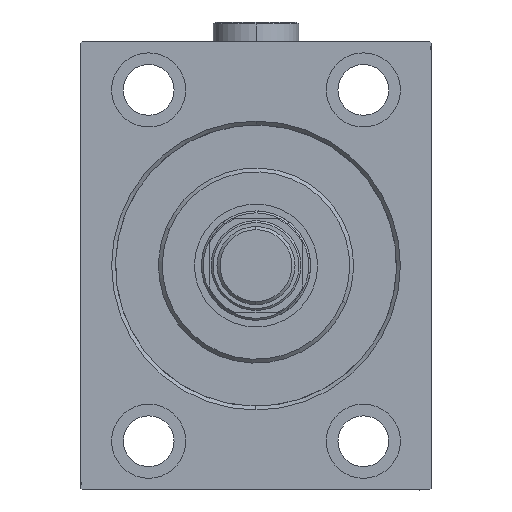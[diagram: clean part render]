
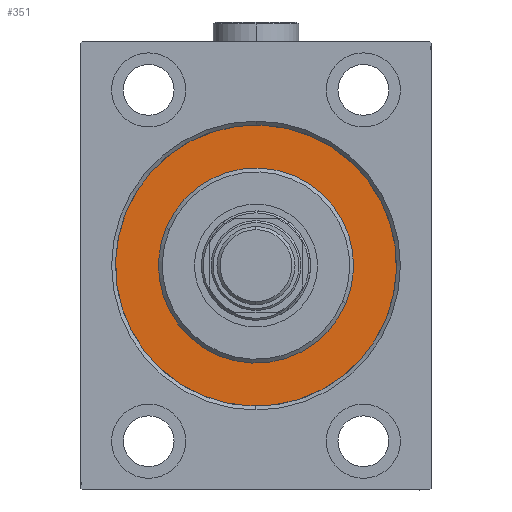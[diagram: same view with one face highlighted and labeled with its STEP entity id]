
A CAD part, left-side view. The second image highlights one B-rep face of the part: STEP entity #351.
In plain terms, the highlighted face is planar.
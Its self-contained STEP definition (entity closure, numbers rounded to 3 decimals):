
#351 = ADVANCED_FACE ( 'NONE', ( #30658, #41318 ), #26263, .F. ) ;
#2183 = CARTESIAN_POINT ( 'NONE',  ( 0., 0., 36. ) ) ;
#2347 = DIRECTION ( 'NONE',  ( 0., 0., 1. ) ) ;
#2463 = CIRCLE ( 'NONE', #20950, 36. ) ;
#2719 = DIRECTION ( 'NONE',  ( 0., 0., -1. ) ) ;
#3279 = VERTEX_POINT ( 'NONE', #29497 ) ;
#3951 = EDGE_CURVE ( 'NONE', #3279, #10838, #26988, .T. ) ;
#4838 = AXIS2_PLACEMENT_3D ( 'NONE', #24000, #13367, #2719 ) ;
#5591 = CARTESIAN_POINT ( 'NONE',  ( 0., 0., 25. ) ) ;
#6321 = DIRECTION ( 'NONE',  ( -1., 0., 0. ) ) ;
#6959 = AXIS2_PLACEMENT_3D ( 'NONE', #43879, #8691, #22798 ) ;
#8691 = DIRECTION ( 'NONE',  ( -1., 0., 0. ) ) ;
#10128 = VERTEX_POINT ( 'NONE', #30740 ) ;
#10838 = VERTEX_POINT ( 'NONE', #5591 ) ;
#10878 = EDGE_CURVE ( 'NONE', #10128, #24200, #27940, .T. ) ;
#13367 = DIRECTION ( 'NONE',  ( 1., 0., 0. ) ) ;
#17198 = EDGE_CURVE ( 'NONE', #10838, #3279, #39095, .T. ) ;
#17573 = ORIENTED_EDGE ( 'NONE', *, *, #44462, .F. ) ;
#18173 = ORIENTED_EDGE ( 'NONE', *, *, #10878, .F. ) ;
#20950 = AXIS2_PLACEMENT_3D ( 'NONE', #30163, #6321, #37578 ) ;
#22798 = DIRECTION ( 'NONE',  ( 0., 0., 1. ) ) ;
#24000 = CARTESIAN_POINT ( 'NONE',  ( 0., 0., 0. ) ) ;
#24051 = DIRECTION ( 'NONE',  ( 0., 0., -1. ) ) ;
#24200 = VERTEX_POINT ( 'NONE', #2183 ) ;
#24837 = EDGE_LOOP ( 'NONE', ( #18173, #17573 ) ) ;
#26263 = PLANE ( 'NONE',  #6959 ) ;
#26988 = CIRCLE ( 'NONE', #4838, 25. ) ;
#27940 = CIRCLE ( 'NONE', #37550, 36. ) ;
#29497 = CARTESIAN_POINT ( 'NONE',  ( 0., 0., -25. ) ) ;
#30163 = CARTESIAN_POINT ( 'NONE',  ( 0., 0., 0. ) ) ;
#30658 = FACE_BOUND ( 'NONE', #32231, .T. ) ;
#30740 = CARTESIAN_POINT ( 'NONE',  ( 0., 0., -36. ) ) ;
#31657 = DIRECTION ( 'NONE',  ( -1., 0., 0. ) ) ;
#32231 = EDGE_LOOP ( 'NONE', ( #42381, #45228 ) ) ;
#34044 = CARTESIAN_POINT ( 'NONE',  ( 0., 0., 0. ) ) ;
#35156 = CARTESIAN_POINT ( 'NONE',  ( 0., 0., 0. ) ) ;
#36122 = AXIS2_PLACEMENT_3D ( 'NONE', #35156, #41659, #24051 ) ;
#37550 = AXIS2_PLACEMENT_3D ( 'NONE', #34044, #31657, #2347 ) ;
#37578 = DIRECTION ( 'NONE',  ( 0., 0., 1. ) ) ;
#39095 = CIRCLE ( 'NONE', #36122, 25. ) ;
#41318 = FACE_OUTER_BOUND ( 'NONE', #24837, .T. ) ;
#41659 = DIRECTION ( 'NONE',  ( 1., 0., 0. ) ) ;
#42381 = ORIENTED_EDGE ( 'NONE', *, *, #17198, .F. ) ;
#43879 = CARTESIAN_POINT ( 'NONE',  ( 0., 0., 0. ) ) ;
#44462 = EDGE_CURVE ( 'NONE', #24200, #10128, #2463, .T. ) ;
#45228 = ORIENTED_EDGE ( 'NONE', *, *, #3951, .F. ) ;
